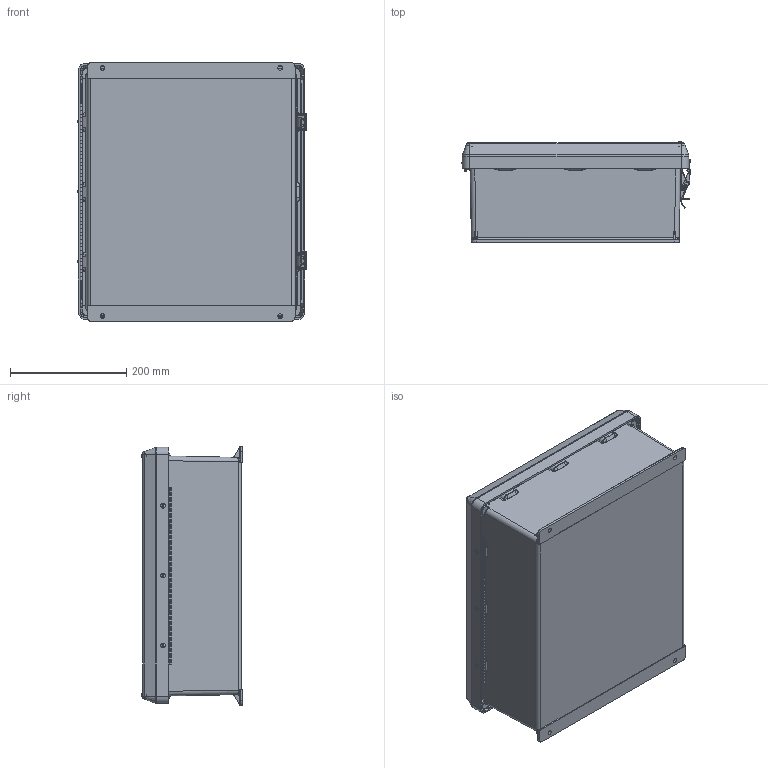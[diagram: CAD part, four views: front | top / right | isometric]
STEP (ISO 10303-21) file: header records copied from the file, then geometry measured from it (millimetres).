
FILE_DESCRIPTION (( 'STEP AP214' ), '1' );
FILE_NAME ('NB161406-KIT01_3D.step', '2025-07-22T16:26:32', ( '' ), ( '' ), 'SwSTEP 2.0', 'SolidWorks 2022', '' );
FILE_SCHEMA (( 'AUTOMOTIVE_DESIGN' ));
Length unit declared in the file: inch
Products named in the file (3): HGX-NPLATE27; NB161406; NB161406-KIT01_3D
Assembly tree (2 placements, depth 2):
  NB161406-KIT01_3D
    NB161406
    HGX-NPLATE27
Bounding box: 392.87 x 172.96 x 445 mm (x, y, z)
Volume: 3201042.8 mm3; surface area: 1590019.8 mm2
Topology: 44 solids, 44 shells, 2531 faces, 6746 edges, 4368 vertices
Faces by surface type: cylinder 1062, plane 901, bspline 283, cone 147, torus 118, sphere 20
Entity records: 108979 total; most frequent: CARTESIAN_POINT 48530, ORIENTED_EDGE 13424, DIRECTION 11659, EDGE_CURVE 6712, VERTEX_POINT 4366, AXIS2_PLACEMENT_3D 4269, LINE 3121, VECTOR 3121
